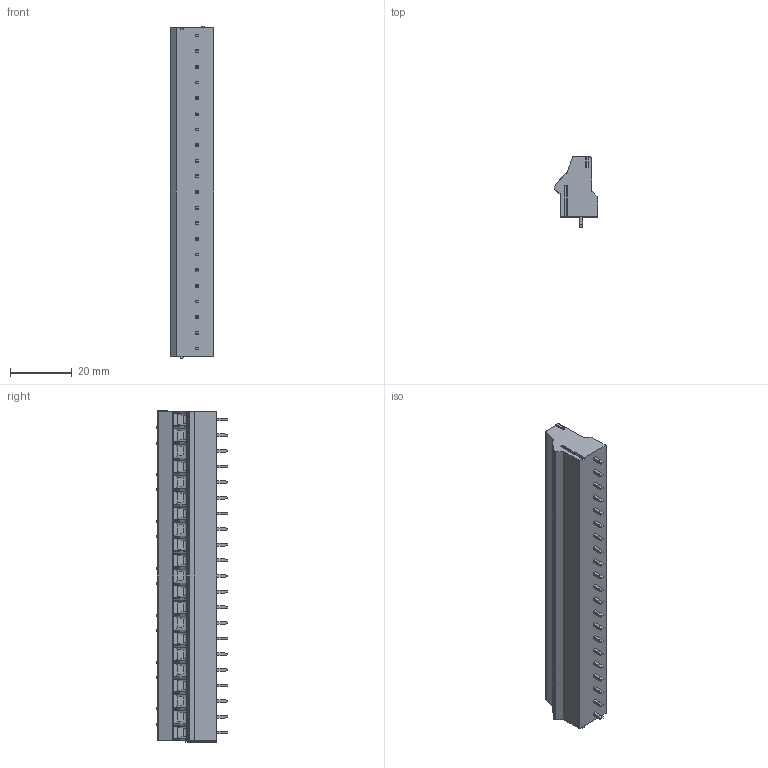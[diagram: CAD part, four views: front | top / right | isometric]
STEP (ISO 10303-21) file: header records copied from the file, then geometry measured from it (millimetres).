
FILE_DESCRIPTION((''),'2;1');
FILE_NAME('PRT0053','2025-01-20T',('yanfa'),(''),'PRO/ENGINEER BY PARAMETRIC TECHNOLOGY CORPORATION, 2009280','PRO/ENGINEER BY PARAMETRIC TECHNOLOGY CORPORATION, 2009280','');
FILE_SCHEMA(('AUTOMOTIVE_DESIGN_CC2 { 1 2 10303 214 -1 1 5 2 }'));
Length unit declared in the file: millimetre
Products named in the file (1): PRT0053
Bounding box: 14.25 x 23.1 x 107.84 mm (x, y, z)
Volume: 19588.1 mm3; surface area: 9015.2 mm2
Topology: 1 solids, 1 shells, 754 faces, 2025 edges, 1322 vertices
Faces by surface type: plane 513, cylinder 171, torus 42, sphere 28
Entity records: 23663 total; most frequent: CARTESIAN_POINT 4921, ORIENTED_EDGE 3994, DIRECTION 3693, EDGE_CURVE 1997, VECTOR 1389, LINE 1389, VERTEX_POINT 1322, AXIS2_PLACEMENT_3D 1152
